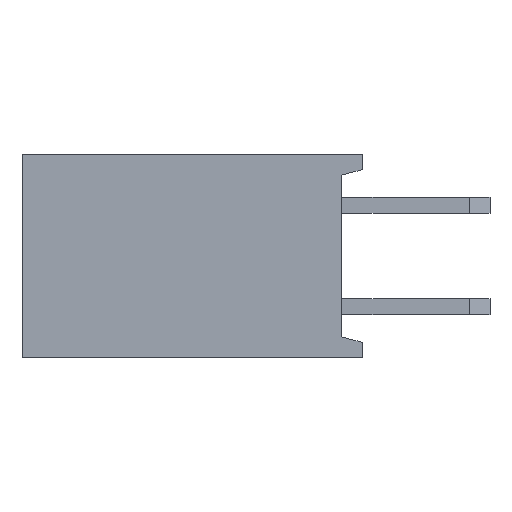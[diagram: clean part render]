
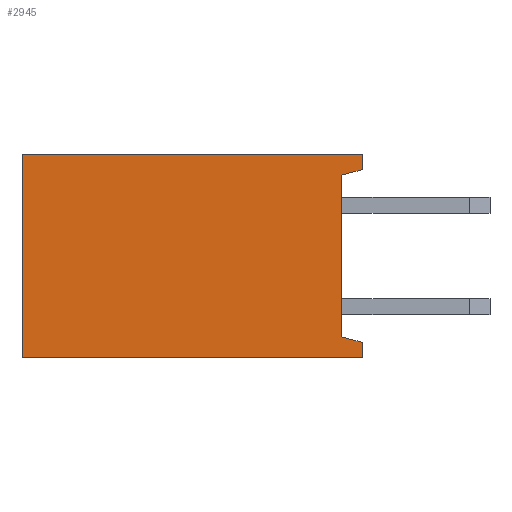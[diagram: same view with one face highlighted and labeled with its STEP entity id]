
A CAD part, left-side view. The second image highlights one B-rep face of the part: STEP entity #2945.
In plain terms, the highlighted planar face has unit normal (-1, 0, 0).
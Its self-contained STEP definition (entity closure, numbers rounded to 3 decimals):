
#40 = DIRECTION ( 'NONE',  ( 0., -1., 0. ) ) ;
#63 = CARTESIAN_POINT ( 'NONE',  ( -7.874, 0., -2.54 ) ) ;
#64 = LINE ( 'NONE', #4627, #3526 ) ;
#156 = VERTEX_POINT ( 'NONE', #4032 ) ;
#160 = ORIENTED_EDGE ( 'NONE', *, *, #3962, .T. ) ;
#243 = VECTOR ( 'NONE', #1380, 1000. ) ;
#359 = AXIS2_PLACEMENT_3D ( 'NONE', #2656, #3191, #2623 ) ;
#819 = CARTESIAN_POINT ( 'NONE',  ( -7.874, 0., -2.159 ) ) ;
#961 = CARTESIAN_POINT ( 'NONE',  ( -7.874, 0., 2.159 ) ) ;
#973 = EDGE_LOOP ( 'NONE', ( #2013, #3112, #1921, #4070, #1184, #2829, #160, #1894 ) ) ;
#1098 = CARTESIAN_POINT ( 'NONE',  ( -7.874, 0.508, 2.023 ) ) ;
#1181 = VERTEX_POINT ( 'NONE', #4271 ) ;
#1184 = ORIENTED_EDGE ( 'NONE', *, *, #1355, .T. ) ;
#1248 = DIRECTION ( 'NONE',  ( 0., 0.966, 0.259 ) ) ;
#1282 = EDGE_CURVE ( 'NONE', #156, #1181, #2555, .T. ) ;
#1322 = CARTESIAN_POINT ( 'NONE',  ( -7.874, 8.509, -2.54 ) ) ;
#1351 = LINE ( 'NONE', #63, #243 ) ;
#1355 = EDGE_CURVE ( 'NONE', #3044, #5160, #5315, .T. ) ;
#1380 = DIRECTION ( 'NONE',  ( 0., 0., 1. ) ) ;
#1535 = CARTESIAN_POINT ( 'NONE',  ( -7.874, 0.508, 2.023 ) ) ;
#1562 = VERTEX_POINT ( 'NONE', #4584 ) ;
#1575 = LINE ( 'NONE', #1937, #3627 ) ;
#1616 = VERTEX_POINT ( 'NONE', #1098 ) ;
#1820 = DIRECTION ( 'NONE',  ( 0., 0., 1. ) ) ;
#1894 = ORIENTED_EDGE ( 'NONE', *, *, #2228, .T. ) ;
#1921 = ORIENTED_EDGE ( 'NONE', *, *, #4237, .T. ) ;
#1937 = CARTESIAN_POINT ( 'NONE',  ( -7.874, 0.508, -2.023 ) ) ;
#1940 = VERTEX_POINT ( 'NONE', #2952 ) ;
#2013 = ORIENTED_EDGE ( 'NONE', *, *, #5228, .T. ) ;
#2024 = CARTESIAN_POINT ( 'NONE',  ( -7.874, 8.509, 2.54 ) ) ;
#2228 = EDGE_CURVE ( 'NONE', #1562, #1940, #2726, .T. ) ;
#2241 = DIRECTION ( 'NONE',  ( 0., 1., 0. ) ) ;
#2358 = EDGE_CURVE ( 'NONE', #4994, #3044, #1351, .T. ) ;
#2491 = VECTOR ( 'NONE', #40, 1000. ) ;
#2555 = LINE ( 'NONE', #2024, #5574 ) ;
#2623 = DIRECTION ( 'NONE',  ( 0., 0., 1. ) ) ;
#2656 = CARTESIAN_POINT ( 'NONE',  ( -7.874, 0., 0. ) ) ;
#2726 = LINE ( 'NONE', #961, #5220 ) ;
#2829 = ORIENTED_EDGE ( 'NONE', *, *, #5630, .T. ) ;
#2945 = ADVANCED_FACE ( 'NONE', ( #3219 ), #5414, .T. ) ;
#2952 = CARTESIAN_POINT ( 'NONE',  ( -7.874, 0., 2.54 ) ) ;
#3044 = VERTEX_POINT ( 'NONE', #819 ) ;
#3096 = LINE ( 'NONE', #1322, #2491 ) ;
#3112 = ORIENTED_EDGE ( 'NONE', *, *, #1282, .T. ) ;
#3191 = DIRECTION ( 'NONE',  ( -1., 0., 0. ) ) ;
#3219 = FACE_OUTER_BOUND ( 'NONE', #973, .T. ) ;
#3226 = CARTESIAN_POINT ( 'NONE',  ( -7.874, 0.508, -2.023 ) ) ;
#3393 = DIRECTION ( 'NONE',  ( 0., 0., -1. ) ) ;
#3526 = VECTOR ( 'NONE', #2241, 1000. ) ;
#3627 = VECTOR ( 'NONE', #5201, 1000. ) ;
#3777 = LINE ( 'NONE', #1535, #4330 ) ;
#3962 = EDGE_CURVE ( 'NONE', #1616, #1562, #3777, .T. ) ;
#4032 = CARTESIAN_POINT ( 'NONE',  ( -7.874, 8.509, 2.54 ) ) ;
#4070 = ORIENTED_EDGE ( 'NONE', *, *, #2358, .T. ) ;
#4237 = EDGE_CURVE ( 'NONE', #1181, #4994, #3096, .T. ) ;
#4265 = VECTOR ( 'NONE', #1248, 1000. ) ;
#4271 = CARTESIAN_POINT ( 'NONE',  ( -7.874, 8.509, -2.54 ) ) ;
#4330 = VECTOR ( 'NONE', #5549, 1000. ) ;
#4584 = CARTESIAN_POINT ( 'NONE',  ( -7.874, 0., 2.159 ) ) ;
#4627 = CARTESIAN_POINT ( 'NONE',  ( -7.874, 0., 2.54 ) ) ;
#4994 = VERTEX_POINT ( 'NONE', #5771 ) ;
#5160 = VERTEX_POINT ( 'NONE', #3226 ) ;
#5201 = DIRECTION ( 'NONE',  ( 0., 0., 1. ) ) ;
#5220 = VECTOR ( 'NONE', #1820, 1000. ) ;
#5228 = EDGE_CURVE ( 'NONE', #1940, #156, #64, .T. ) ;
#5315 = LINE ( 'NONE', #5784, #4265 ) ;
#5414 = PLANE ( 'NONE',  #359 ) ;
#5549 = DIRECTION ( 'NONE',  ( 0., -0.966, 0.259 ) ) ;
#5574 = VECTOR ( 'NONE', #3393, 1000. ) ;
#5630 = EDGE_CURVE ( 'NONE', #5160, #1616, #1575, .T. ) ;
#5771 = CARTESIAN_POINT ( 'NONE',  ( -7.874, 0., -2.54 ) ) ;
#5784 = CARTESIAN_POINT ( 'NONE',  ( -7.874, 0., -2.159 ) ) ;
